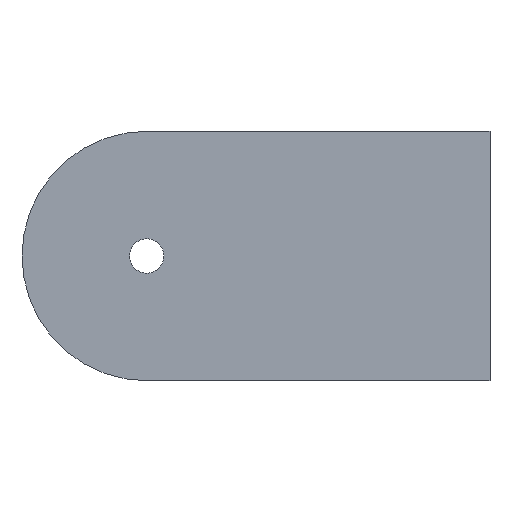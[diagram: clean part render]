
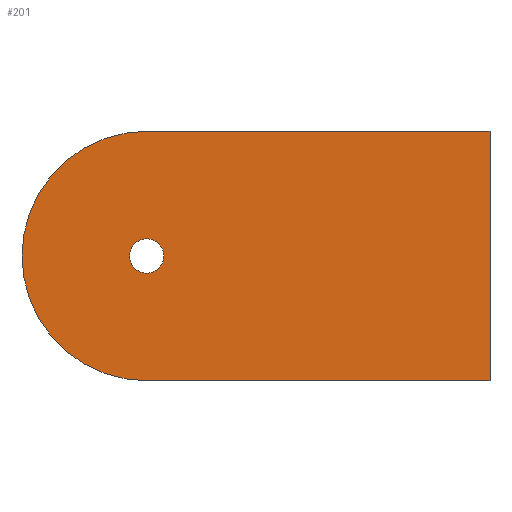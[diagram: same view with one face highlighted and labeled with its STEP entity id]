
A CAD part, front view. The second image highlights one B-rep face of the part: STEP entity #201.
In plain terms, the highlighted planar face has unit normal (0, -1, 0).
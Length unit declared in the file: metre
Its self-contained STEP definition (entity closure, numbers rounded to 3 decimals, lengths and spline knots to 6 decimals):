
#24=LINE('',#307,#40);
#25=LINE('',#309,#41);
#26=LINE('',#311,#42);
#40=VECTOR('',#252,1.);
#41=VECTOR('',#253,1.);
#42=VECTOR('',#254,1.);
#56=ORIENTED_EDGE('',*,*,#104,.T.);
#57=ORIENTED_EDGE('',*,*,#105,.F.);
#58=ORIENTED_EDGE('',*,*,#106,.F.);
#59=ORIENTED_EDGE('',*,*,#107,.F.);
#60=ORIENTED_EDGE('',*,*,#108,.F.);
#104=EDGE_CURVE('',#128,#128,#146,.T.);
#105=EDGE_CURVE('',#129,#130,#147,.T.);
#106=EDGE_CURVE('',#131,#129,#24,.T.);
#107=EDGE_CURVE('',#132,#131,#25,.T.);
#108=EDGE_CURVE('',#130,#132,#26,.T.);
#128=VERTEX_POINT('',#303);
#129=VERTEX_POINT('',#305);
#130=VERTEX_POINT('',#306);
#131=VERTEX_POINT('',#308);
#132=VERTEX_POINT('',#310);
#146=CIRCLE('',#226,0.0015);
#147=CIRCLE('',#227,0.0109);
#154=EDGE_LOOP('',(#56));
#155=EDGE_LOOP('',(#57,#58,#59,#60));
#174=FACE_BOUND('',#154,.T.);
#175=FACE_BOUND('',#155,.T.);
#194=PLANE('',#225);
#201=ADVANCED_FACE('',(#174,#175),#194,.F.);
#225=AXIS2_PLACEMENT_3D('',#301,#246,#247);
#226=AXIS2_PLACEMENT_3D('',#302,#248,#249);
#227=AXIS2_PLACEMENT_3D('',#304,#250,#251);
#246=DIRECTION('',(0.,1.,0.));
#247=DIRECTION('',(0.,0.,1.));
#248=DIRECTION('',(0.,1.,0.));
#249=DIRECTION('',(1.,0.,0.));
#250=DIRECTION('',(0.,1.,0.));
#251=DIRECTION('',(0.,0.,-1.));
#252=DIRECTION('',(-1.,0.,0.));
#253=DIRECTION('',(0.,0.,-1.));
#254=DIRECTION('',(1.,0.,0.));
#301=CARTESIAN_POINT('',(0.00955,0.,0.));
#302=CARTESIAN_POINT('',(0.,0.,0.));
#303=CARTESIAN_POINT('',(0.0015,0.,0.));
#304=CARTESIAN_POINT('',(0.,0.,0.));
#305=CARTESIAN_POINT('',(0.,0.,-0.0109));
#306=CARTESIAN_POINT('',(0.,0.,0.0109));
#307=CARTESIAN_POINT('',(0.03,0.,-0.0109));
#308=CARTESIAN_POINT('',(0.03,0.,-0.0109));
#309=CARTESIAN_POINT('',(0.03,0.,0.0109));
#310=CARTESIAN_POINT('',(0.03,0.,0.0109));
#311=CARTESIAN_POINT('',(0.,0.,0.0109));
